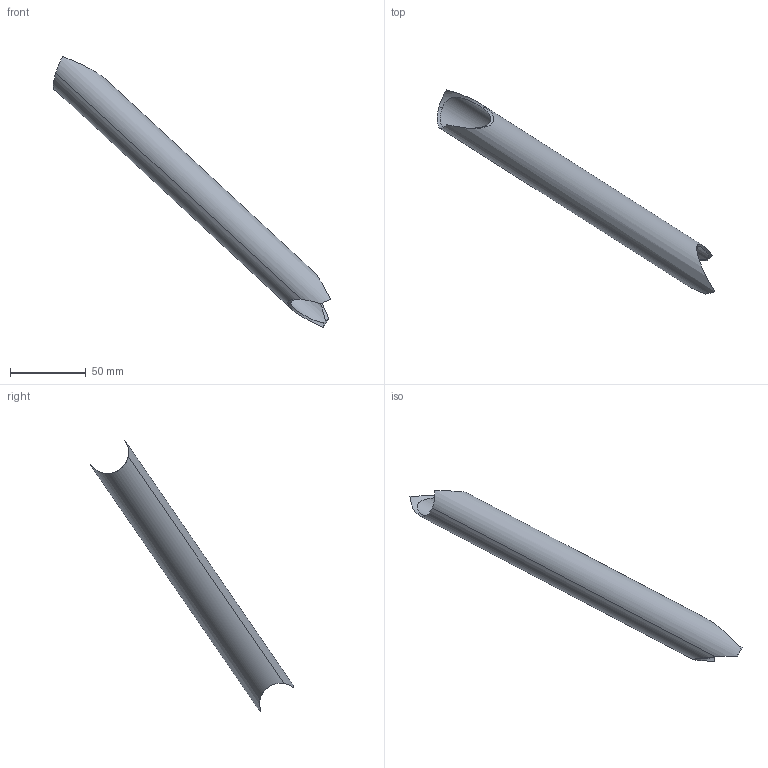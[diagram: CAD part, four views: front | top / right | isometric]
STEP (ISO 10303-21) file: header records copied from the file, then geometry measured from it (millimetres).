
FILE_DESCRIPTION(('CATIA V5 STEP Exchange'),'2;1');
FILE_NAME('Tube 1.stp','2024-01-12T10:38:50+00:00',('none'),('none'),'CATIA Version 5 Release 19 SP 2 (IN-10)','CATIA V5 STEP AP203','none');
FILE_SCHEMA(('CONFIG_CONTROL_DESIGN'));
Length unit declared in the file: millimetre
Products named in the file (1): Shape_001
Bounding box: 183.72 x 134.97 x 179.47 mm (x, y, z)
Volume: 29323.3 mm3; surface area: 39679.5 mm2
Topology: 1 solids, 1 shells, 11 faces, 35 edges, 24 vertices
Faces by surface type: cylinder 11
Entity records: 724 total; most frequent: CARTESIAN_POINT 420, ORIENTED_EDGE 70, EDGE_CURVE 35, DIRECTION 29, B_SPLINE_CURVE_WITH_KNOTS 28, VERTEX_POINT 24, AXIS2_PLACEMENT_3D 12, ADVANCED_FACE 11
